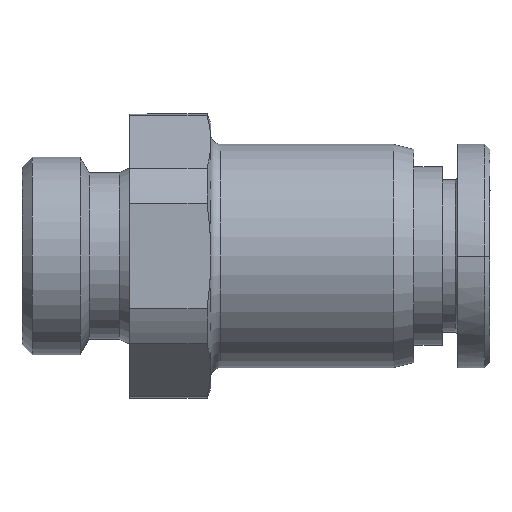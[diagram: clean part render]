
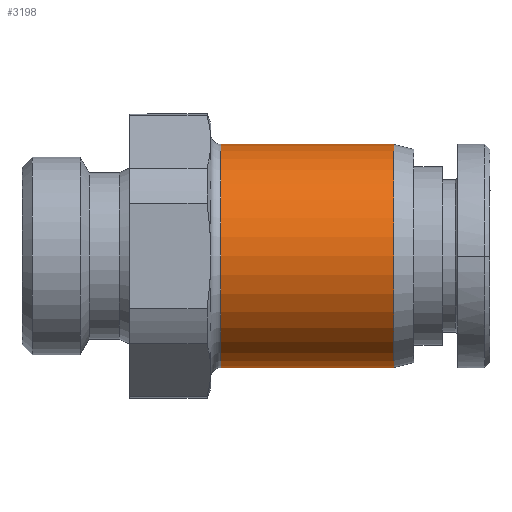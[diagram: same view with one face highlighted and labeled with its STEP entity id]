
A CAD part, front view. The second image highlights one B-rep face of the part: STEP entity #3198.
In plain terms, the highlighted cylindrical face has radius 5.5 mm (diameter 11 mm), a partial arc.
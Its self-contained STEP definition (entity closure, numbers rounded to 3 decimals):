
#72 = VERTEX_POINT ( 'NONE', #1402 ) ;
#144 = LINE ( 'NONE', #6353, #11185 ) ;
#946 = DIRECTION ( 'NONE',  ( 0., 0., 1. ) ) ;
#1402 = CARTESIAN_POINT ( 'NONE',  ( 27.247, 17.287, 4.956 ) ) ;
#1449 = EDGE_LOOP ( 'NONE', ( #9637, #6469, #2045, #11463 ) ) ;
#1600 = VERTEX_POINT ( 'NONE', #7832 ) ;
#1635 = CARTESIAN_POINT ( 'NONE',  ( 22.747, 17.287, -0.544 ) ) ;
#1917 = FACE_OUTER_BOUND ( 'NONE', #1449, .T. ) ;
#2045 = ORIENTED_EDGE ( 'NONE', *, *, #11066, .T. ) ;
#2751 = CIRCLE ( 'NONE', #7988, 5.5 ) ;
#3198 = ADVANCED_FACE ( 'NONE', ( #1917 ), #11906, .T. ) ;
#3207 = VERTEX_POINT ( 'NONE', #3805 ) ;
#3526 = LINE ( 'NONE', #3819, #9260 ) ;
#3805 = CARTESIAN_POINT ( 'NONE',  ( 27.247, 17.287, -6.044 ) ) ;
#3819 = CARTESIAN_POINT ( 'NONE',  ( 22.747, 17.287, 4.956 ) ) ;
#3825 = EDGE_CURVE ( 'NONE', #12950, #1600, #11249, .T. ) ;
#4196 = DIRECTION ( 'NONE',  ( 1., 0., 0. ) ) ;
#4827 = EDGE_CURVE ( 'NONE', #12950, #72, #3526, .T. ) ;
#6166 = DIRECTION ( 'NONE',  ( 1., 0., 0. ) ) ;
#6353 = CARTESIAN_POINT ( 'NONE',  ( 22.747, 17.287, -6.044 ) ) ;
#6469 = ORIENTED_EDGE ( 'NONE', *, *, #3825, .T. ) ;
#6670 = CARTESIAN_POINT ( 'NONE',  ( 18.747, 17.287, 4.956 ) ) ;
#7378 = DIRECTION ( 'NONE',  ( 1., 0., 0. ) ) ;
#7832 = CARTESIAN_POINT ( 'NONE',  ( 18.747, 17.287, -6.044 ) ) ;
#7988 = AXIS2_PLACEMENT_3D ( 'NONE', #13701, #7378, #946 ) ;
#9260 = VECTOR ( 'NONE', #12304, 1000. ) ;
#9637 = ORIENTED_EDGE ( 'NONE', *, *, #4827, .F. ) ;
#10103 = EDGE_CURVE ( 'NONE', #72, #3207, #2751, .T. ) ;
#10227 = DIRECTION ( 'NONE',  ( 0., 0., -1. ) ) ;
#11066 = EDGE_CURVE ( 'NONE', #1600, #3207, #144, .T. ) ;
#11164 = AXIS2_PLACEMENT_3D ( 'NONE', #12517, #6166, #13575 ) ;
#11185 = VECTOR ( 'NONE', #4196, 1000. ) ;
#11247 = DIRECTION ( 'NONE',  ( 1., 0., 0. ) ) ;
#11249 = CIRCLE ( 'NONE', #11164, 5.5 ) ;
#11329 = AXIS2_PLACEMENT_3D ( 'NONE', #1635, #11247, #10227 ) ;
#11463 = ORIENTED_EDGE ( 'NONE', *, *, #10103, .F. ) ;
#11906 = CYLINDRICAL_SURFACE ( 'NONE', #11329, 5.5 ) ;
#12304 = DIRECTION ( 'NONE',  ( 1., 0., 0. ) ) ;
#12517 = CARTESIAN_POINT ( 'NONE',  ( 18.747, 17.287, -0.544 ) ) ;
#12950 = VERTEX_POINT ( 'NONE', #6670 ) ;
#13575 = DIRECTION ( 'NONE',  ( 0., 0., -1. ) ) ;
#13701 = CARTESIAN_POINT ( 'NONE',  ( 27.247, 17.287, -0.544 ) ) ;
